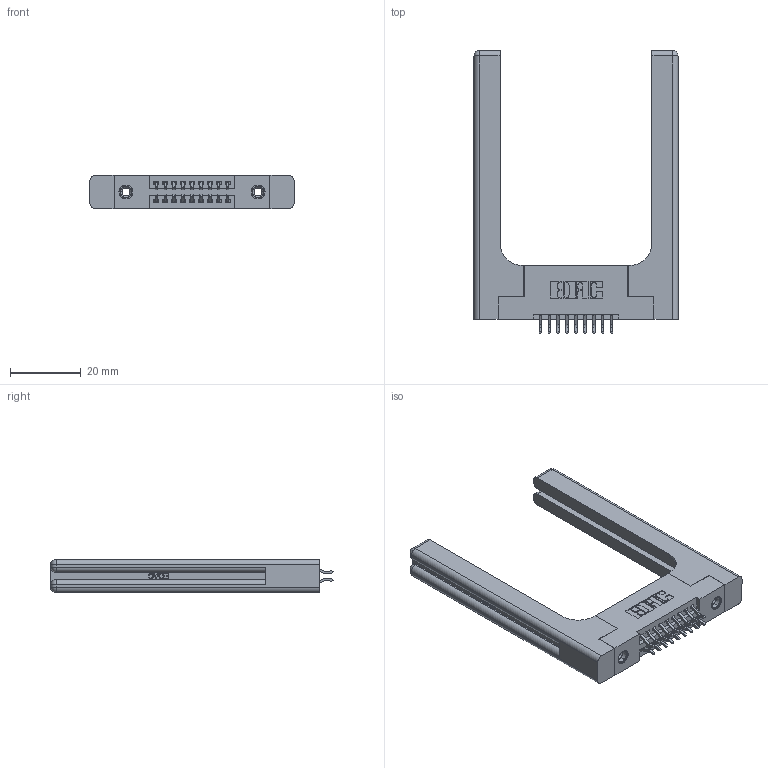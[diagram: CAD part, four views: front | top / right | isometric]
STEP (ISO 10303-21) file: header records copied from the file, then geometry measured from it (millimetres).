
FILE_DESCRIPTION (( 'STEP AP203' ), '1' );
FILE_NAME ('345-018-556-258.STEP', '2019-10-27T06:51:23', ( '' ), ( '' ), 'SwSTEP 2.0', 'SolidWorks 2016', '' );
FILE_SCHEMA (( 'CONFIG_CONTROL_DESIGN' ));
Length unit declared in the file: inch
Products named in the file (5): 345-220-058_345-220-058; 345-018-556-258; 345-250-001_345-250-001-102; 345-292-001_556 Tail; 345 Part_Flush Mounting Lugs - 0.156 Dia-TH
Assembly tree (23 placements, depth 2):
  345-018-556-258
    345 Part_Flush Mounting Lugs - 0.156 Dia-TH
    345-292-001_556 Tail  x18
    345-250-001_345-250-001-102  x2
    345-220-058_345-220-058  x2
Bounding box: 57.89 x 80.2 x 9.4 mm (x, y, z)
Volume: 13791.2 mm3; surface area: 12262.1 mm2
Topology: 23 solids, 23 shells, 1390 faces, 4013 edges, 2630 vertices
Faces by surface type: plane 894, cylinder 436, bspline 36, cone 12, sphere 8, torus 4
Entity records: 16906 total; most frequent: CARTESIAN_POINT 3873, ORIENTED_EDGE 2592, DIRECTION 2376, EDGE_CURVE 1296, VECTOR 1028, LINE 1028, VERTEX_POINT 854, AXIS2_PLACEMENT_3D 674
